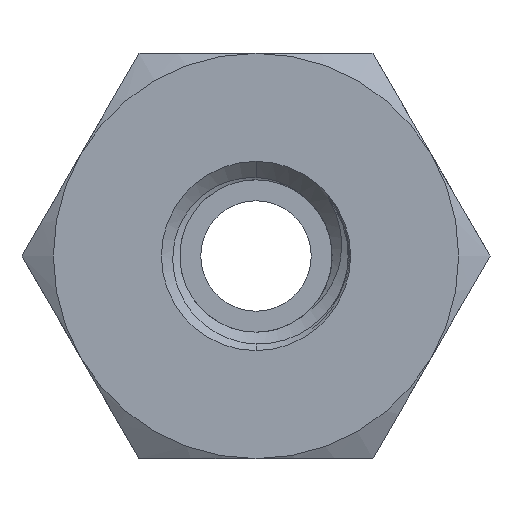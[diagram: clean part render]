
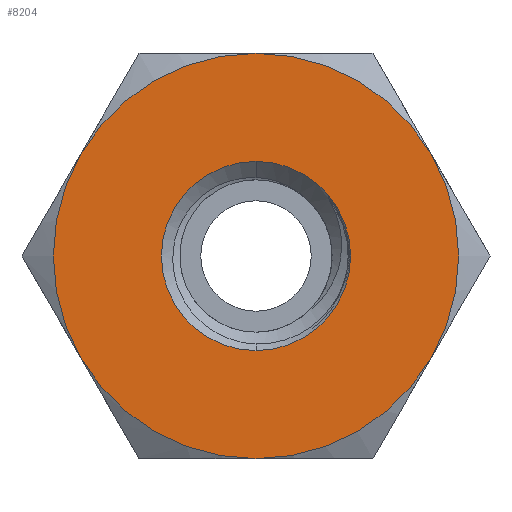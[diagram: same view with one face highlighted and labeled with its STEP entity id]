
A CAD part, front view. The second image highlights one B-rep face of the part: STEP entity #8204.
In plain terms, the highlighted planar face has unit normal (0, -1, 0).
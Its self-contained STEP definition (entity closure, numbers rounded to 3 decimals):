
#159 = DIRECTION ( 'NONE',  ( 0., 1., 0. ) ) ;
#333 = DIRECTION ( 'NONE',  ( 0., 0., 1. ) ) ;
#527 = AXIS2_PLACEMENT_3D ( 'NONE', #10326, #2673, #11601 ) ;
#635 = AXIS2_PLACEMENT_3D ( 'NONE', #15791, #8014, #333 ) ;
#990 = ORIENTED_EDGE ( 'NONE', *, *, #9192, .F. ) ;
#1042 = FACE_OUTER_BOUND ( 'NONE', #12175, .T. ) ;
#1354 = AXIS2_PLACEMENT_3D ( 'NONE', #1846, #10802, #3149 ) ;
#1595 = EDGE_CURVE ( 'NONE', #8174, #9661, #9691, .T. ) ;
#1820 = CARTESIAN_POINT ( 'NONE',  ( 4.763, -11.22, -2.75 ) ) ;
#1846 = CARTESIAN_POINT ( 'NONE',  ( 0., -11.22, 0. ) ) ;
#2657 = ORIENTED_EDGE ( 'NONE', *, *, #5221, .F. ) ;
#2673 = DIRECTION ( 'NONE',  ( 0., 1., 0. ) ) ;
#2753 = DIRECTION ( 'NONE',  ( 0., 1., 0. ) ) ;
#3027 = EDGE_LOOP ( 'NONE', ( #13541, #11007 ) ) ;
#3149 = DIRECTION ( 'NONE',  ( 0., 0., 1. ) ) ;
#3410 = AXIS2_PLACEMENT_3D ( 'NONE', #10403, #2753, #11683 ) ;
#3906 = AXIS2_PLACEMENT_3D ( 'NONE', #7840, #159, #9150 ) ;
#4084 = AXIS2_PLACEMENT_3D ( 'NONE', #5423, #14446, #6693 ) ;
#4128 = CARTESIAN_POINT ( 'NONE',  ( -4.763, -11.22, -2.75 ) ) ;
#4213 = AXIS2_PLACEMENT_3D ( 'NONE', #13796, #6074, #15131 ) ;
#4598 = CARTESIAN_POINT ( 'NONE',  ( 0., -11.22, 0. ) ) ;
#5221 = EDGE_CURVE ( 'NONE', #15689, #8174, #11756, .T. ) ;
#5241 = CARTESIAN_POINT ( 'NONE',  ( 0., -11.22, -5.5 ) ) ;
#5286 = CARTESIAN_POINT ( 'NONE',  ( 0., -11.22, 5.5 ) ) ;
#5423 = CARTESIAN_POINT ( 'NONE',  ( 0., -11.22, 0. ) ) ;
#5687 = ORIENTED_EDGE ( 'NONE', *, *, #13740, .F. ) ;
#5876 = DIRECTION ( 'NONE',  ( 0., 0., 1. ) ) ;
#6074 = DIRECTION ( 'NONE',  ( 0., -1., 0. ) ) ;
#6084 = AXIS2_PLACEMENT_3D ( 'NONE', #4598, #13575, #5876 ) ;
#6357 = VERTEX_POINT ( 'NONE', #5286 ) ;
#6693 = DIRECTION ( 'NONE',  ( 0., 0., 1. ) ) ;
#7840 = CARTESIAN_POINT ( 'NONE',  ( 0., -11.22, 0. ) ) ;
#8014 = DIRECTION ( 'NONE',  ( 0., 1., 0. ) ) ;
#8174 = VERTEX_POINT ( 'NONE', #4128 ) ;
#8200 = ORIENTED_EDGE ( 'NONE', *, *, #11687, .F. ) ;
#8204 = ADVANCED_FACE ( 'NONE', ( #10887, #1042 ), #13088, .F. ) ;
#8597 = EDGE_CURVE ( 'NONE', #13112, #9803, #12851, .T. ) ;
#8896 = EDGE_CURVE ( 'NONE', #15689, #14197, #12636, .T. ) ;
#9150 = DIRECTION ( 'NONE',  ( 0., 0., 1. ) ) ;
#9192 = EDGE_CURVE ( 'NONE', #6357, #14263, #11236, .T. ) ;
#9661 = VERTEX_POINT ( 'NONE', #10102 ) ;
#9691 = CIRCLE ( 'NONE', #10483, 5.5 ) ;
#9709 = ORIENTED_EDGE ( 'NONE', *, *, #8896, .T. ) ;
#9803 = VERTEX_POINT ( 'NONE', #13118 ) ;
#10102 = CARTESIAN_POINT ( 'NONE',  ( -4.763, -11.22, 2.75 ) ) ;
#10326 = CARTESIAN_POINT ( 'NONE',  ( 0., -11.22, 0. ) ) ;
#10403 = CARTESIAN_POINT ( 'NONE',  ( 0., -11.22, 0. ) ) ;
#10483 = AXIS2_PLACEMENT_3D ( 'NONE', #16595, #16650, #16707 ) ;
#10802 = DIRECTION ( 'NONE',  ( 0., 1., 0. ) ) ;
#10887 = FACE_BOUND ( 'NONE', #3027, .T. ) ;
#11007 = ORIENTED_EDGE ( 'NONE', *, *, #12280, .T. ) ;
#11236 = CIRCLE ( 'NONE', #3906, 5.5 ) ;
#11601 = DIRECTION ( 'NONE',  ( 0., 0., 1. ) ) ;
#11641 = CIRCLE ( 'NONE', #4084, 5.5 ) ;
#11683 = DIRECTION ( 'NONE',  ( 0., 0., 1. ) ) ;
#11687 = EDGE_CURVE ( 'NONE', #14263, #14197, #16223, .T. ) ;
#11756 = CIRCLE ( 'NONE', #3410, 5.5 ) ;
#12175 = EDGE_LOOP ( 'NONE', ( #990, #5687, #14449, #2657, #9709, #8200 ) ) ;
#12276 = CIRCLE ( 'NONE', #6084, 2.567 ) ;
#12280 = EDGE_CURVE ( 'NONE', #9803, #13112, #12276, .T. ) ;
#12636 = CIRCLE ( 'NONE', #4213, 5.5 ) ;
#12851 = CIRCLE ( 'NONE', #527, 2.567 ) ;
#13088 = PLANE ( 'NONE',  #635 ) ;
#13112 = VERTEX_POINT ( 'NONE', #14011 ) ;
#13118 = CARTESIAN_POINT ( 'NONE',  ( 0., -11.22, 2.567 ) ) ;
#13509 = CARTESIAN_POINT ( 'NONE',  ( 4.763, -11.22, 2.75 ) ) ;
#13541 = ORIENTED_EDGE ( 'NONE', *, *, #8597, .T. ) ;
#13575 = DIRECTION ( 'NONE',  ( 0., 1., 0. ) ) ;
#13740 = EDGE_CURVE ( 'NONE', #9661, #6357, #11641, .T. ) ;
#13796 = CARTESIAN_POINT ( 'NONE',  ( 0., -11.22, 0. ) ) ;
#14011 = CARTESIAN_POINT ( 'NONE',  ( 0., -11.22, -2.567 ) ) ;
#14197 = VERTEX_POINT ( 'NONE', #1820 ) ;
#14263 = VERTEX_POINT ( 'NONE', #13509 ) ;
#14446 = DIRECTION ( 'NONE',  ( 0., 1., 0. ) ) ;
#14449 = ORIENTED_EDGE ( 'NONE', *, *, #1595, .F. ) ;
#15131 = DIRECTION ( 'NONE',  ( 0., 0., -1. ) ) ;
#15689 = VERTEX_POINT ( 'NONE', #5241 ) ;
#15791 = CARTESIAN_POINT ( 'NONE',  ( 0., -11.22, 0. ) ) ;
#16223 = CIRCLE ( 'NONE', #1354, 5.5 ) ;
#16595 = CARTESIAN_POINT ( 'NONE',  ( 0., -11.22, 0. ) ) ;
#16650 = DIRECTION ( 'NONE',  ( 0., 1., 0. ) ) ;
#16707 = DIRECTION ( 'NONE',  ( 0., 0., 1. ) ) ;
